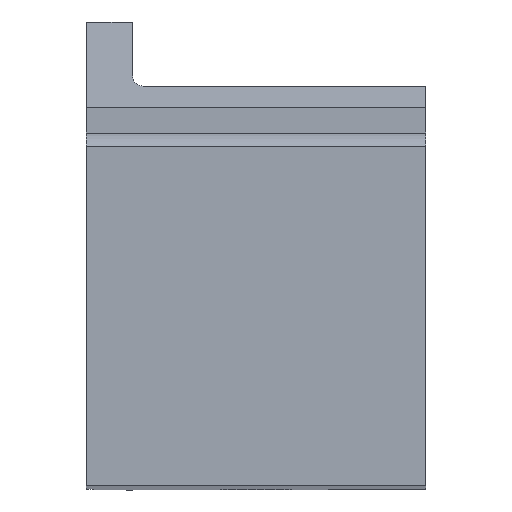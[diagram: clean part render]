
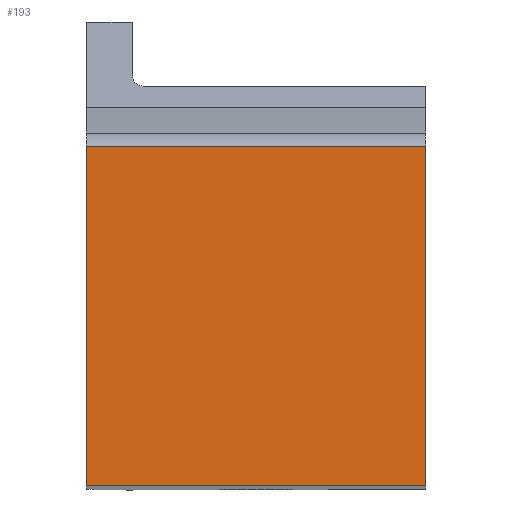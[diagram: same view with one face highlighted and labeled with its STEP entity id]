
A CAD part, top view. The second image highlights one B-rep face of the part: STEP entity #193.
In plain terms, the highlighted planar face has unit normal (0, 0, 1).
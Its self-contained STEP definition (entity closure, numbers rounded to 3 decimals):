
#193=ADVANCED_FACE('',(#380),#302,.T.);
#302=PLANE('',#2892);
#380=FACE_OUTER_BOUND('',#514,.T.);
#514=EDGE_LOOP('',(#877,#878,#879,#880));
#877=ORIENTED_EDGE('',*,*,#1792,.F.);
#878=ORIENTED_EDGE('',*,*,#1766,.F.);
#879=ORIENTED_EDGE('',*,*,#1795,.F.);
#880=ORIENTED_EDGE('',*,*,#1777,.F.);
#1466=VERTEX_POINT('',#4754);
#1467=VERTEX_POINT('',#4756);
#1476=VERTEX_POINT('',#4778);
#1477=VERTEX_POINT('',#4779);
#1766=EDGE_CURVE('',#1466,#1467,#2391,.T.);
#1777=EDGE_CURVE('',#1476,#1477,#2401,.T.);
#1792=EDGE_CURVE('',#1467,#1476,#2413,.T.);
#1795=EDGE_CURVE('',#1477,#1466,#2414,.T.);
#2391=LINE('',#4755,#2597);
#2401=LINE('',#4777,#2607);
#2413=LINE('',#4806,#2619);
#2414=LINE('',#4812,#2620);
#2597=VECTOR('',#3265,1.);
#2607=VECTOR('',#3281,1.);
#2619=VECTOR('',#3301,1.);
#2620=VECTOR('',#3308,1.);
#2892=AXIS2_PLACEMENT_3D('',#4813,#3309,#3310);
#3265=DIRECTION('',(0.,-1.,0.));
#3281=DIRECTION('',(0.,1.,0.));
#3301=DIRECTION('',(-1.,0.,0.));
#3308=DIRECTION('',(1.,0.,0.));
#3309=DIRECTION('',(0.,0.,1.));
#3310=DIRECTION('',(-1.,0.,0.));
#4754=CARTESIAN_POINT('',(0.,15.875,0.));
#4755=CARTESIAN_POINT('',(0.,15.875,0.));
#4756=CARTESIAN_POINT('',(0.,0.,0.));
#4777=CARTESIAN_POINT('',(-15.875,0.,0.));
#4778=CARTESIAN_POINT('',(-15.875,0.,0.));
#4779=CARTESIAN_POINT('',(-15.875,15.875,0.));
#4806=CARTESIAN_POINT('',(0.,0.,0.));
#4812=CARTESIAN_POINT('',(-15.875,15.875,0.));
#4813=CARTESIAN_POINT('',(-7.938,7.938,0.));
